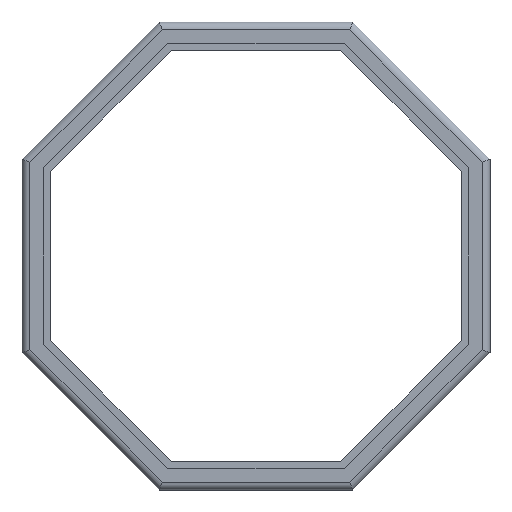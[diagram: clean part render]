
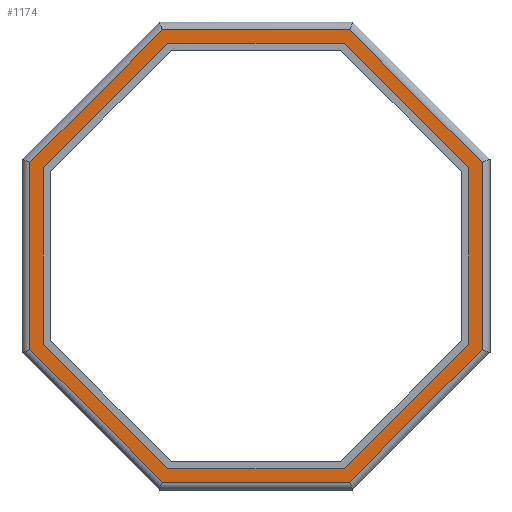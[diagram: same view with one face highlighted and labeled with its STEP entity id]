
A CAD part, front view. The second image highlights one B-rep face of the part: STEP entity #1174.
In plain terms, the highlighted planar face has unit normal (0, -1, 0).
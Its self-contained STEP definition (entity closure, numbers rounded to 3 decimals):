
#50=FACE_BOUND('',#190,.T.);
#118=FACE_OUTER_BOUND('',#189,.T.);
#189=EDGE_LOOP('',(#1039,#1040,#1041,#1042,#1043,#1044,#1045,#1046));
#190=EDGE_LOOP('',(#1047,#1048,#1049,#1050,#1051,#1052,#1053,#1054));
#272=LINE('',#1764,#416);
#275=LINE('',#1769,#419);
#277=LINE('',#1773,#421);
#279=LINE('',#1777,#423);
#313=LINE('',#1877,#457);
#315=LINE('',#1881,#459);
#317=LINE('',#1885,#461);
#318=LINE('',#1887,#462);
#320=LINE('',#1892,#464);
#323=LINE('',#1897,#467);
#325=LINE('',#1901,#469);
#327=LINE('',#1905,#471);
#329=LINE('',#1909,#473);
#331=LINE('',#1913,#475);
#333=LINE('',#1917,#477);
#334=LINE('',#1919,#478);
#416=VECTOR('',#1421,10.);
#419=VECTOR('',#1426,10.);
#421=VECTOR('',#1430,10.);
#423=VECTOR('',#1434,10.);
#457=VECTOR('',#1550,10.);
#459=VECTOR('',#1554,10.);
#461=VECTOR('',#1558,10.);
#462=VECTOR('',#1561,10.);
#464=VECTOR('',#1565,10.);
#467=VECTOR('',#1570,10.);
#469=VECTOR('',#1574,10.);
#471=VECTOR('',#1578,10.);
#473=VECTOR('',#1582,10.);
#475=VECTOR('',#1586,10.);
#477=VECTOR('',#1590,10.);
#478=VECTOR('',#1593,10.);
#535=VERTEX_POINT('',#1761);
#536=VERTEX_POINT('',#1763);
#537=VERTEX_POINT('',#1767);
#538=VERTEX_POINT('',#1771);
#539=VERTEX_POINT('',#1775);
#564=VERTEX_POINT('',#1875);
#565=VERTEX_POINT('',#1879);
#566=VERTEX_POINT('',#1883);
#567=VERTEX_POINT('',#1889);
#568=VERTEX_POINT('',#1891);
#569=VERTEX_POINT('',#1895);
#570=VERTEX_POINT('',#1899);
#571=VERTEX_POINT('',#1903);
#572=VERTEX_POINT('',#1907);
#573=VERTEX_POINT('',#1911);
#574=VERTEX_POINT('',#1915);
#656=EDGE_CURVE('',#535,#536,#272,.T.);
#659=EDGE_CURVE('',#537,#535,#275,.T.);
#661=EDGE_CURVE('',#538,#537,#277,.T.);
#663=EDGE_CURVE('',#539,#538,#279,.T.);
#713=EDGE_CURVE('',#564,#539,#313,.T.);
#715=EDGE_CURVE('',#565,#564,#315,.T.);
#717=EDGE_CURVE('',#566,#565,#317,.T.);
#718=EDGE_CURVE('',#536,#566,#318,.T.);
#720=EDGE_CURVE('',#567,#568,#320,.T.);
#723=EDGE_CURVE('',#569,#567,#323,.T.);
#725=EDGE_CURVE('',#570,#569,#325,.T.);
#727=EDGE_CURVE('',#571,#570,#327,.T.);
#729=EDGE_CURVE('',#572,#571,#329,.T.);
#731=EDGE_CURVE('',#573,#572,#331,.T.);
#733=EDGE_CURVE('',#574,#573,#333,.T.);
#734=EDGE_CURVE('',#568,#574,#334,.T.);
#1039=ORIENTED_EDGE('',*,*,#734,.F.);
#1040=ORIENTED_EDGE('',*,*,#720,.F.);
#1041=ORIENTED_EDGE('',*,*,#723,.F.);
#1042=ORIENTED_EDGE('',*,*,#725,.F.);
#1043=ORIENTED_EDGE('',*,*,#727,.F.);
#1044=ORIENTED_EDGE('',*,*,#729,.F.);
#1045=ORIENTED_EDGE('',*,*,#731,.F.);
#1046=ORIENTED_EDGE('',*,*,#733,.F.);
#1047=ORIENTED_EDGE('',*,*,#663,.F.);
#1048=ORIENTED_EDGE('',*,*,#713,.F.);
#1049=ORIENTED_EDGE('',*,*,#715,.F.);
#1050=ORIENTED_EDGE('',*,*,#717,.F.);
#1051=ORIENTED_EDGE('',*,*,#718,.F.);
#1052=ORIENTED_EDGE('',*,*,#656,.F.);
#1053=ORIENTED_EDGE('',*,*,#659,.F.);
#1054=ORIENTED_EDGE('',*,*,#661,.F.);
#1106=PLANE('',#1281);
#1174=ADVANCED_FACE('',(#118,#50),#1106,.F.);
#1281=AXIS2_PLACEMENT_3D('',#1920,#1594,#1595);
#1421=DIRECTION('',(0.707,0.,-0.707));
#1426=DIRECTION('',(0.,0.,-1.));
#1430=DIRECTION('',(-0.707,0.,-0.707));
#1434=DIRECTION('',(-1.,0.,0.));
#1550=DIRECTION('',(-0.707,0.,0.707));
#1554=DIRECTION('',(0.,0.,1.));
#1558=DIRECTION('',(0.707,0.,0.707));
#1561=DIRECTION('',(1.,0.,0.));
#1565=DIRECTION('',(-0.707,0.,0.707));
#1570=DIRECTION('',(-1.,0.,0.));
#1574=DIRECTION('',(-0.707,0.,-0.707));
#1578=DIRECTION('',(0.,0.,-1.));
#1582=DIRECTION('',(0.707,0.,-0.707));
#1586=DIRECTION('',(1.,0.,0.));
#1590=DIRECTION('',(0.707,0.,0.707));
#1593=DIRECTION('',(0.,0.,1.));
#1594=DIRECTION('center_axis',(0.,1.,0.));
#1595=DIRECTION('ref_axis',(0.,0.,1.));
#1761=CARTESIAN_POINT('',(-32.392,1.2,-13.417));
#1763=CARTESIAN_POINT('',(-13.417,1.2,-32.392));
#1764=CARTESIAN_POINT('',(-13.417,1.2,-32.392));
#1767=CARTESIAN_POINT('',(-32.392,1.2,13.417));
#1769=CARTESIAN_POINT('',(-32.392,1.2,-13.417));
#1771=CARTESIAN_POINT('',(-13.417,1.2,32.392));
#1773=CARTESIAN_POINT('',(-32.392,1.2,13.417));
#1775=CARTESIAN_POINT('',(13.417,1.2,32.392));
#1777=CARTESIAN_POINT('',(-13.417,1.2,32.392));
#1875=CARTESIAN_POINT('',(32.392,1.2,13.417));
#1877=CARTESIAN_POINT('',(13.417,1.2,32.392));
#1879=CARTESIAN_POINT('',(32.392,1.2,-13.417));
#1881=CARTESIAN_POINT('',(32.392,1.2,13.417));
#1883=CARTESIAN_POINT('',(13.417,1.2,-32.392));
#1885=CARTESIAN_POINT('',(32.392,1.2,-13.417));
#1887=CARTESIAN_POINT('',(13.417,1.2,-32.392));
#1889=CARTESIAN_POINT('',(-14.246,1.2,-34.392));
#1891=CARTESIAN_POINT('',(-34.392,1.2,-14.246));
#1892=CARTESIAN_POINT('',(-34.392,1.2,-14.246));
#1895=CARTESIAN_POINT('',(14.246,1.2,-34.392));
#1897=CARTESIAN_POINT('',(-14.246,1.2,-34.392));
#1899=CARTESIAN_POINT('',(34.392,1.2,-14.246));
#1901=CARTESIAN_POINT('',(14.246,1.2,-34.392));
#1903=CARTESIAN_POINT('',(34.392,1.2,14.246));
#1905=CARTESIAN_POINT('',(34.392,1.2,-14.246));
#1907=CARTESIAN_POINT('',(14.246,1.2,34.392));
#1909=CARTESIAN_POINT('',(34.392,1.2,14.246));
#1911=CARTESIAN_POINT('',(-14.246,1.2,34.392));
#1913=CARTESIAN_POINT('',(14.246,1.2,34.392));
#1915=CARTESIAN_POINT('',(-34.392,1.2,14.246));
#1917=CARTESIAN_POINT('',(-14.246,1.2,34.392));
#1919=CARTESIAN_POINT('',(-34.392,1.2,14.246));
#1920=CARTESIAN_POINT('Origin',(0.,1.2,0.));
